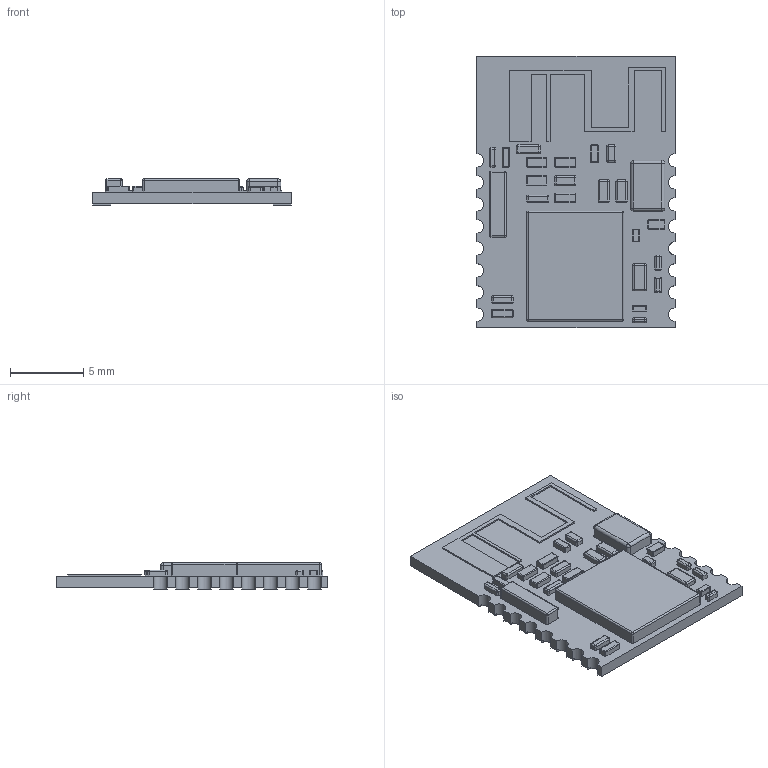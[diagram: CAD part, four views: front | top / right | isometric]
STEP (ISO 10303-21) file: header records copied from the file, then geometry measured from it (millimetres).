
FILE_DESCRIPTION(/* description */ (''),/* implementation_level */ '2;1');
FILE_NAME(/* name */ 'HM11.stp',/* time_stamp */ '2015-09-25T17:39:12+02:00',/* author */ ('Oleg'),/* organization */ (''),/* preprocessor_version */ 'ST-DEVELOPER v15.2',/* originating_system */ 'Autodesk Inventor 2014',/* authorisation */ '');
FILE_SCHEMA (('AUTOMOTIVE_DESIGN { 1 0 10303 214 3 1 1 }'));
Length unit declared in the file: millimetre
Products named in the file (1): HM11
Bounding box: 13.5 x 18.5 x 1.8 mm (x, y, z)
Volume: 261.5 mm3; surface area: 633.2 mm2
Topology: 1 solids, 1 shells, 540 faces, 1212 edges, 700 vertices
Faces by surface type: plane 231, cylinder 213, sphere 96
Entity records: 15321 total; most frequent: DIRECTION 2714, CARTESIAN_POINT 2458, ORIENTED_EDGE 2424, EDGE_CURVE 1212, AXIS2_PLACEMENT_3D 962, LINE 790, VECTOR 790, VERTEX_POINT 700
